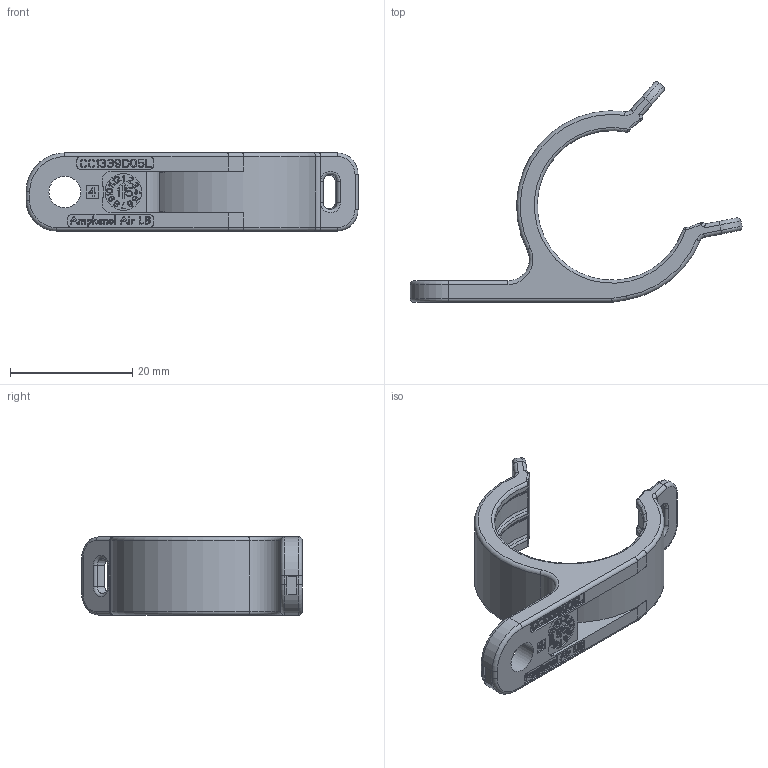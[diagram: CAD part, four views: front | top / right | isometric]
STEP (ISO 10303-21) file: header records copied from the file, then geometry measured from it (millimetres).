
FILE_DESCRIPTION((''),'2;1');
FILE_NAME('CC1339D05L','2020-07-02T',('presta_be4'),(''),'CREO PARAMETRIC BY PTC INC, 2018360','CREO PARAMETRIC BY PTC INC, 2018360','');
FILE_SCHEMA(('CONFIG_CONTROL_DESIGN'));
Length unit declared in the file: millimetre
Products named in the file (1): CC1339D05L
Bounding box: 54.37 x 36.11 x 12.8 mm (x, y, z)
Volume: 3853.2 mm3; surface area: 3415.7 mm2
Topology: 1 solids, 1 shells, 1388 faces, 3884 edges, 2562 vertices
Faces by surface type: plane 1051, extrusion 204, cylinder 71, torus 33, bspline 24, cone 5
Entity records: 51768 total; most frequent: CARTESIAN_POINT 16887, ORIENTED_EDGE 7768, DIRECTION 6095, EDGE_CURVE 3884, VECTOR 3441, LINE 3237, VERTEX_POINT 2562, EDGE_LOOP 1458
